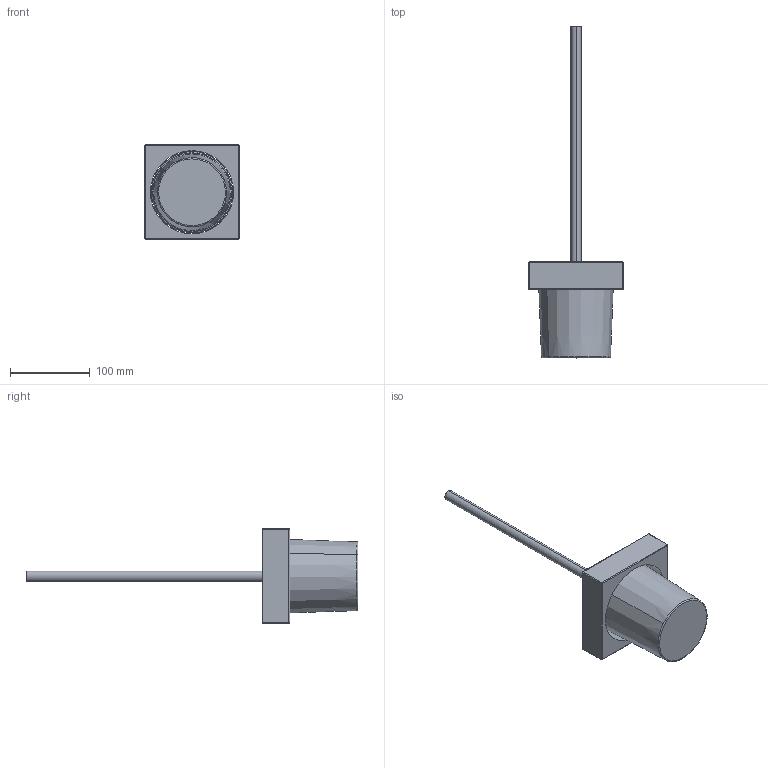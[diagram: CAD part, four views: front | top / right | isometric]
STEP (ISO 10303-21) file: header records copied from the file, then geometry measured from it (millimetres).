
FILE_DESCRIPTION (( 'STEP AP203' ), '1' );
FILE_NAME ('83900780-00.STEP', '2018-07-04T06:01:30', ( '' ), ( '' ), 'SwSTEP 2.0', 'SolidWorks 2017', '' );
FILE_SCHEMA (( 'CONFIG_CONTROL_DESIGN' ));
Length unit declared in the file: millimetre
Products named in the file (6): Topf-+-08.90.04.008.82_ _PDB_08900400882; Planungsmodell_Buerste-+-83.900.960-01_ _K1; Planungsmodell_Buerste-+-83.905.930-01_ _K1; 83900780-00; Planungsmodell_Rohr_gerade-+-28.568.780-10_ _K29_13x301; Planungsmodell_Halter-+-08.23.01.505-01_ _K1
Assembly tree (5 placements, depth 3):
  83900780-00
    Planungsmodell_Halter-+-08.23.01.505-01_ _K1
    Topf-+-08.90.04.008.82_ _PDB_08900400882
    Planungsmodell_Buerste-+-83.900.960-01_ _K1
      Planungsmodell_Buerste-+-83.905.930-01_ _K1
      Planungsmodell_Rohr_gerade-+-28.568.780-10_ _K29_13x301
Bounding box: 118 x 415.3 x 118 mm (x, y, z)
Volume: 879012.4 mm3; surface area: 151140.3 mm2
Topology: 4 solids, 4 shells, 61 faces, 122 edges, 64 vertices
Faces by surface type: cylinder 16, plane 13, sphere 12, torus 10, cone 10
Entity records: 2156 total; most frequent: DIRECTION 330, CARTESIAN_POINT 248, ORIENTED_EDGE 228, AXIS2_PLACEMENT_3D 146, EDGE_CURVE 114, CIRCLE 76, EDGE_LOOP 66, VERTEX_POINT 64
